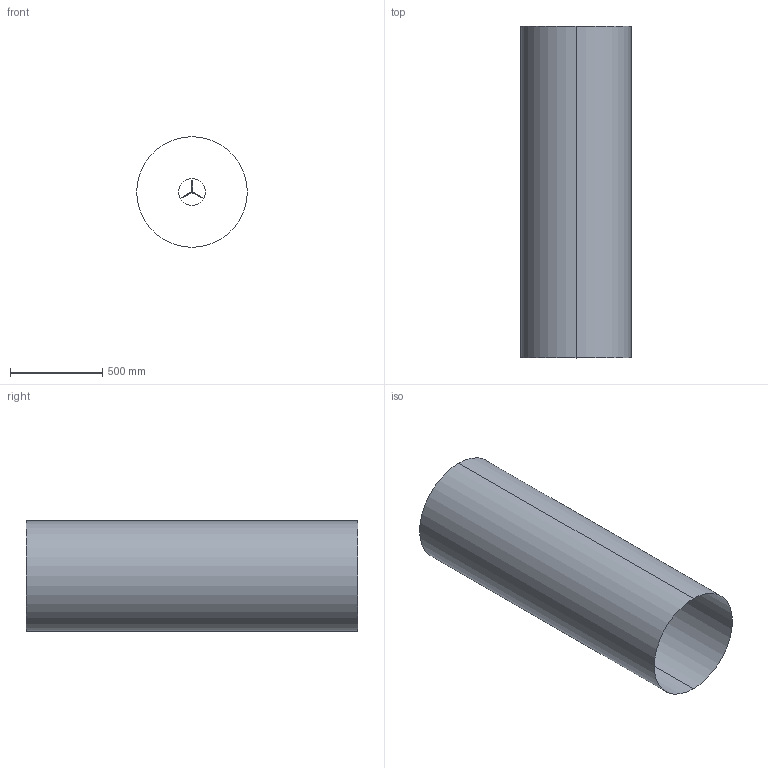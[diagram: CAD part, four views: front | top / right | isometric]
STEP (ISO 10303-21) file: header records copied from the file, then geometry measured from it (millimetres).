
FILE_DESCRIPTION (( 'STEP AP214' ), '1' );
FILE_NAME ('NREL-5MW.STEP', '2022-03-15T11:48:31', ( '' ), ( '' ), 'SwSTEP 2.0', 'SolidWorks 2021', '' );
FILE_SCHEMA (( 'AUTOMOTIVE_DESIGN' ));
Length unit declared in the file: millimetre
Products named in the file (1): NREL-5MW
Bounding box: 600 x 1800 x 600 mm (x, y, z)
Surface area: 3403691 mm2 (no closed solid volume)
Topology: 0 solids, 3 shells, 18 faces, 47 edges, 31 vertices
Faces by surface type: cylinder 6, bspline 6, plane 4, sphere 2
Entity records: 5598 total; most frequent: CARTESIAN_POINT 5179, ORIENTED_EDGE 86, DIRECTION 66, EDGE_CURVE 47, VERTEX_POINT 31, AXIS2_PLACEMENT_3D 30, B_SPLINE_CURVE_WITH_KNOTS 18, EDGE_LOOP 18
